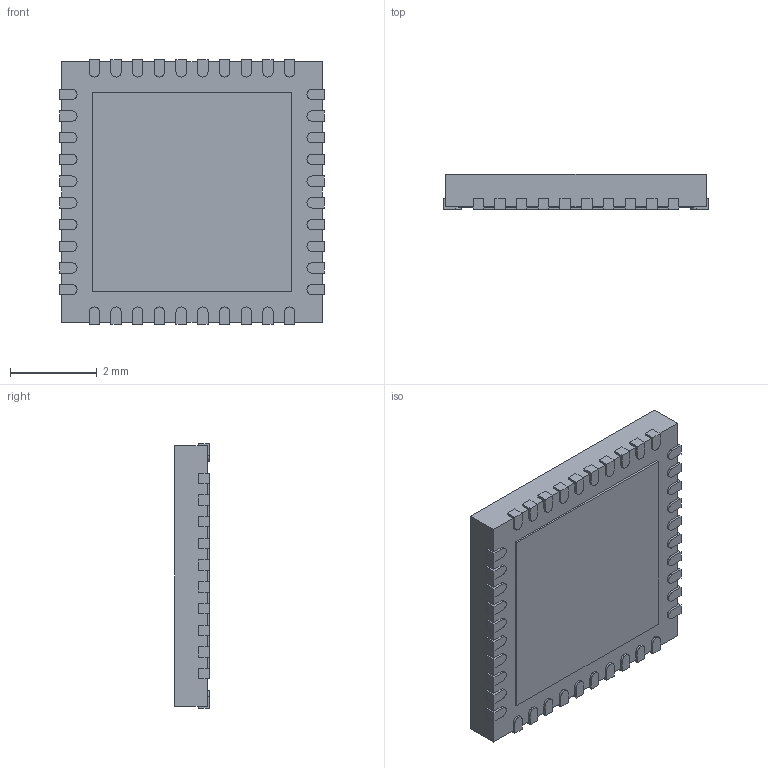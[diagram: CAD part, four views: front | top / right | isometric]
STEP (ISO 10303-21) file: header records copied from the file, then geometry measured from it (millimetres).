
FILE_DESCRIPTION (( 'STEP AP214' ), '1' );
FILE_NAME ( 'QFN_41_P50_600X600X80L40X24T460N.STEP', '2019-01-31T20:18:04', ( '' ), ( '' ), 'Part was generated with the free Library Expert Lite available at www.PCBLibraries.com. Removing line will violate the End User License Agreement.', '©2017 PCB Libraries, Inc.', '' );
FILE_SCHEMA (( 'AUTOMOTIVE_DESIGN' ));
Length unit declared in the file: millimetre
Products named in the file (1): QFN_41_P50_600X600X80L40X24T460N
Bounding box: 6.1 x 0.8 x 6.1 mm (x, y, z)
Volume: 28.3 mm3; surface area: 154.8 mm2
Topology: 42 solids, 42 shells, 380 faces, 882 edges, 588 vertices
Faces by surface type: plane 298, cylinder 80, torus 2
Entity records: 12231 total; most frequent: CARTESIAN_POINT 1851, DIRECTION 1810, ORIENTED_EDGE 1764, EDGE_CURVE 882, VECTOR 716, LINE 716, VERTEX_POINT 588, AXIS2_PLACEMENT_3D 547
